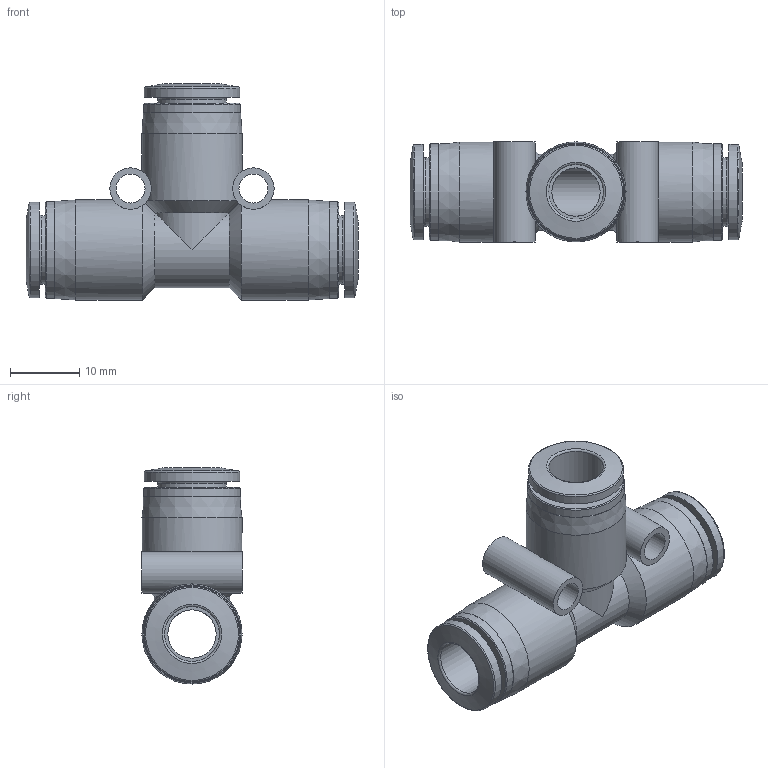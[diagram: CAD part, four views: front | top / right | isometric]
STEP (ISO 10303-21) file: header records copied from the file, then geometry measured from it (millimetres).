
FILE_DESCRIPTION(/* description */ ('STEP AP214'),/* implementation_level */ '2;1');
FILE_NAME(/* name */ '564769_QBT-5_16T-U',/* time_stamp */ '2024-09-14T04:34:12+02:00',/* author */ ('License CC BY-ND 4.0'),/* organization */ ('CADENAS'),/* preprocessor_version */ 'ST-DEVELOPER v19.3',/* originating_system */ 'PARTsolutions',/* authorisation */ ' ');
FILE_SCHEMA (('AUTOMOTIVE_DESIGN {1 0 10303 214 3 1 1}'));
Length unit declared in the file: millimetre
Products named in the file (1): 564769 QBT-5/16T-U
Bounding box: 48.1 x 14.5 x 31.3 mm (x, y, z)
Volume: 6699.5 mm3; surface area: 5883.6 mm2
Topology: 1 solids, 1 shells, 62 faces, 126 edges, 77 vertices
Faces by surface type: cylinder 24, plane 16, cone 13, torus 9
Full cylindrical faces by diameter (mm): 4.2 x2, 6 x2, 7 x2, 7.938 x3, 9.938 x3, 13.8 x3, 14 x3, 14.5 x3
Entity records: 1941 total; most frequent: CARTESIAN_POINT 319, DIRECTION 260, ORIENTED_EDGE 166, AXIS2_PLACEMENT_3D 130, EDGE_LOOP 120, FACE_BOUND 120, EDGE_CURVE 83, VERTEX_POINT 73
